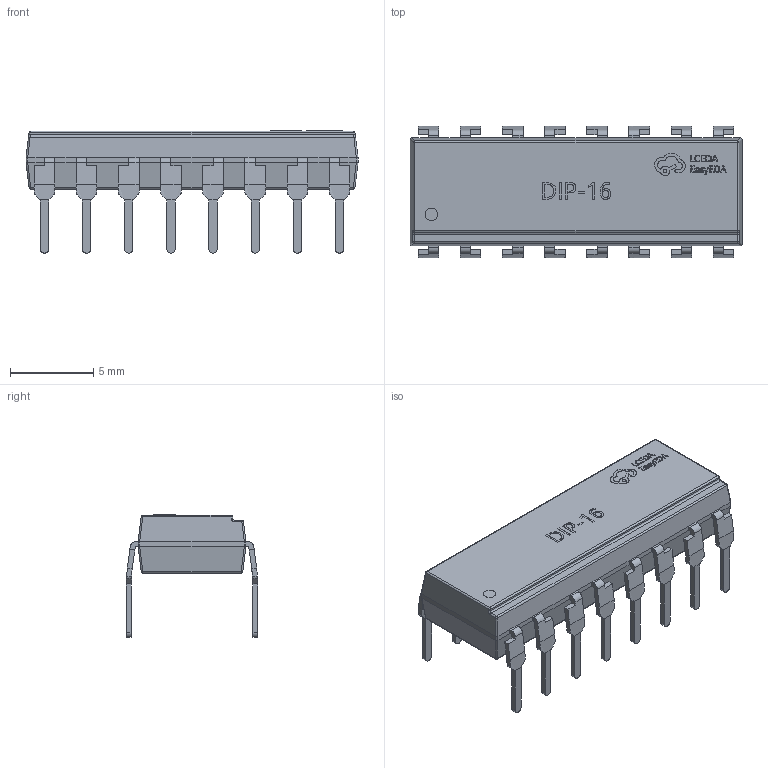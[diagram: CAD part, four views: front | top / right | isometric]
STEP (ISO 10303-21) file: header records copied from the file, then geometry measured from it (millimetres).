
FILE_DESCRIPTION (( 'STEP AP214' ), '1' );
FILE_NAME ('DIP-16_L20.0-W6.4-H3.5-LS7.62-P2.54.step', '2022-06-21T13:58:13', ( '' ), ( '' ), 'SwSTEP 2.0', 'SolidWorks 2020', '' );
FILE_SCHEMA (( 'AUTOMOTIVE_DESIGN' ));
Length unit declared in the file: millimetre
Products named in the file (1): DIP-16_L20.0-W6.4-H3.5-LS7.62-P2.54
Bounding box: 20 x 7.92 x 7.36 mm (x, y, z)
Volume: 455.7 mm3; surface area: 618.2 mm2
Topology: 1 solids, 1 shells, 832 faces, 2158 edges, 1362 vertices
Faces by surface type: plane 530, cylinder 156, bspline 136, sphere 10
Entity records: 36634 total; most frequent: CARTESIAN_POINT 8375, ORIENTED_EDGE 4312, DIRECTION 3352, EDGE_CURVE 2156, VECTOR 1498, LINE 1498, VERTEX_POINT 1362, AXIS2_PLACEMENT_3D 927
